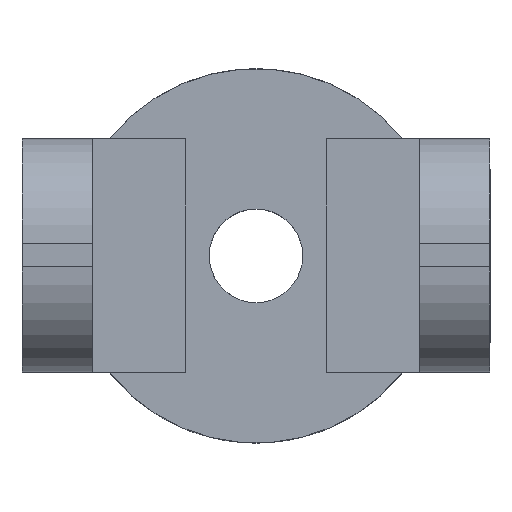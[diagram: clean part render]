
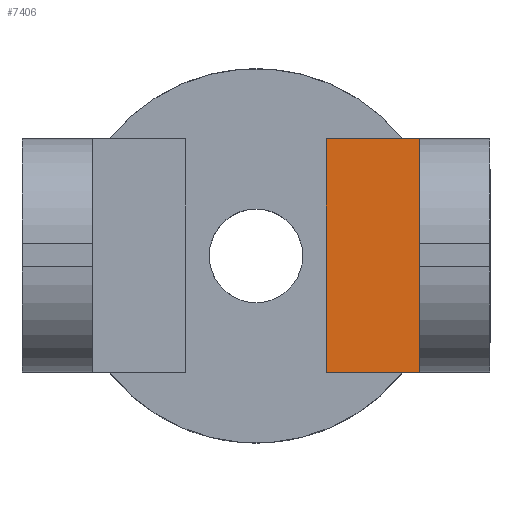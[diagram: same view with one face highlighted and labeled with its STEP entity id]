
A CAD part, top view. The second image highlights one B-rep face of the part: STEP entity #7406.
In plain terms, the highlighted planar face has unit normal (0, 0, 1).
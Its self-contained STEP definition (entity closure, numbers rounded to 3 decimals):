
#965 = PLANE('',#966);
#966 = AXIS2_PLACEMENT_3D('',#967,#968,#969);
#967 = CARTESIAN_POINT('',(7.591,5.,1.409)
  );
#968 = DIRECTION('',(0.,1.,0.));
#969 = DIRECTION('',(1.,0.,0.));
#995 = PLANE('',#996);
#996 = AXIS2_PLACEMENT_3D('',#997,#998,#999);
#997 = CARTESIAN_POINT('',(7.591,-5.,1.409
    ));
#998 = DIRECTION('',(0.,-1.,0.));
#999 = DIRECTION('',(-1.,0.,0.));
#1244 = PLANE('',#1245);
#1245 = AXIS2_PLACEMENT_3D('',#1246,#1247,#1248);
#1246 = CARTESIAN_POINT('',(3.,5.,-5.));
#1247 = DIRECTION('',(1.,0.,0.));
#1248 = DIRECTION('',(0.,-1.,0.));
#2680 = VERTEX_POINT('',#2681);
#2681 = CARTESIAN_POINT('',(3.,5.,-2.));
#2702 = EDGE_CURVE('',#2703,#2680,#2705,.T.);
#2703 = VERTEX_POINT('',#2704);
#2704 = CARTESIAN_POINT('',(7.,5.,-2.));
#2705 = SURFACE_CURVE('',#2706,(#2710,#2717),.PCURVE_S1.);
#2706 = LINE('',#2707,#2708);
#2707 = CARTESIAN_POINT('',(10.,5.,-2.));
#2708 = VECTOR('',#2709,1.);
#2709 = DIRECTION('',(-1.,0.,0.));
#2710 = PCURVE('',#965,#2711);
#2711 = DEFINITIONAL_REPRESENTATION('',(#2712),#2716);
#2712 = LINE('',#2713,#2714);
#2713 = CARTESIAN_POINT('',(2.409,3.409));
#2714 = VECTOR('',#2715,1.);
#2715 = DIRECTION('',(-1.,0.));
#2716 = ( GEOMETRIC_REPRESENTATION_CONTEXT(2) 
PARAMETRIC_REPRESENTATION_CONTEXT() REPRESENTATION_CONTEXT('2D SPACE',''
  ) );
#2717 = PCURVE('',#2718,#2723);
#2718 = PLANE('',#2719);
#2719 = AXIS2_PLACEMENT_3D('',#2720,#2721,#2722);
#2720 = CARTESIAN_POINT('',(0.,0.,-2.)
  );
#2721 = DIRECTION('',(0.,0.,1.));
#2722 = DIRECTION('',(1.,0.,0.));
#2723 = DEFINITIONAL_REPRESENTATION('',(#2724),#2728);
#2724 = LINE('',#2725,#2726);
#2725 = CARTESIAN_POINT('',(10.,5.));
#2726 = VECTOR('',#2727,1.);
#2727 = DIRECTION('',(-1.,0.));
#2728 = ( GEOMETRIC_REPRESENTATION_CONTEXT(2) 
PARAMETRIC_REPRESENTATION_CONTEXT() REPRESENTATION_CONTEXT('2D SPACE',''
  ) );
#2746 = PLANE('',#2747);
#2747 = AXIS2_PLACEMENT_3D('',#2748,#2749,#2750);
#2748 = CARTESIAN_POINT('',(7.,-5.,-2.));
#2749 = DIRECTION('',(-1.,0.,0.));
#2750 = DIRECTION('',(0.,1.,0.));
#2994 = VERTEX_POINT('',#2995);
#2995 = CARTESIAN_POINT('',(7.,-5.,-2.));
#3016 = EDGE_CURVE('',#3017,#2994,#3019,.T.);
#3017 = VERTEX_POINT('',#3018);
#3018 = CARTESIAN_POINT('',(3.,-5.,-2.));
#3019 = SURFACE_CURVE('',#3020,(#3024,#3031),.PCURVE_S1.);
#3020 = LINE('',#3021,#3022);
#3021 = CARTESIAN_POINT('',(3.,-5.,-2.));
#3022 = VECTOR('',#3023,1.);
#3023 = DIRECTION('',(1.,0.,0.));
#3024 = PCURVE('',#995,#3025);
#3025 = DEFINITIONAL_REPRESENTATION('',(#3026),#3030);
#3026 = LINE('',#3027,#3028);
#3027 = CARTESIAN_POINT('',(4.591,3.409));
#3028 = VECTOR('',#3029,1.);
#3029 = DIRECTION('',(-1.,0.));
#3030 = ( GEOMETRIC_REPRESENTATION_CONTEXT(2) 
PARAMETRIC_REPRESENTATION_CONTEXT() REPRESENTATION_CONTEXT('2D SPACE',''
  ) );
#3031 = PCURVE('',#2718,#3032);
#3032 = DEFINITIONAL_REPRESENTATION('',(#3033),#3037);
#3033 = LINE('',#3034,#3035);
#3034 = CARTESIAN_POINT('',(3.,-5.));
#3035 = VECTOR('',#3036,1.);
#3036 = DIRECTION('',(1.,0.));
#3037 = ( GEOMETRIC_REPRESENTATION_CONTEXT(2) 
PARAMETRIC_REPRESENTATION_CONTEXT() REPRESENTATION_CONTEXT('2D SPACE',''
  ) );
#3067 = EDGE_CURVE('',#2680,#3017,#3068,.T.);
#3068 = SURFACE_CURVE('',#3069,(#3073,#3080),.PCURVE_S1.);
#3069 = LINE('',#3070,#3071);
#3070 = CARTESIAN_POINT('',(3.,5.,-2.));
#3071 = VECTOR('',#3072,1.);
#3072 = DIRECTION('',(0.,-1.,0.));
#3073 = PCURVE('',#1244,#3074);
#3074 = DEFINITIONAL_REPRESENTATION('',(#3075),#3079);
#3075 = LINE('',#3076,#3077);
#3076 = CARTESIAN_POINT('',(0.,-3.));
#3077 = VECTOR('',#3078,1.);
#3078 = DIRECTION('',(1.,0.));
#3079 = ( GEOMETRIC_REPRESENTATION_CONTEXT(2) 
PARAMETRIC_REPRESENTATION_CONTEXT() REPRESENTATION_CONTEXT('2D SPACE',''
  ) );
#3080 = PCURVE('',#2718,#3081);
#3081 = DEFINITIONAL_REPRESENTATION('',(#3082),#3086);
#3082 = LINE('',#3083,#3084);
#3083 = CARTESIAN_POINT('',(3.,5.));
#3084 = VECTOR('',#3085,1.);
#3085 = DIRECTION('',(0.,-1.));
#3086 = ( GEOMETRIC_REPRESENTATION_CONTEXT(2) 
PARAMETRIC_REPRESENTATION_CONTEXT() REPRESENTATION_CONTEXT('2D SPACE',''
  ) );
#7360 = EDGE_CURVE('',#2994,#2703,#7361,.T.);
#7361 = SURFACE_CURVE('',#7362,(#7366,#7373),.PCURVE_S1.);
#7362 = LINE('',#7363,#7364);
#7363 = CARTESIAN_POINT('',(7.,-5.,-2.));
#7364 = VECTOR('',#7365,1.);
#7365 = DIRECTION('',(0.,1.,0.));
#7366 = PCURVE('',#2746,#7367);
#7367 = DEFINITIONAL_REPRESENTATION('',(#7368),#7372);
#7368 = LINE('',#7369,#7370);
#7369 = CARTESIAN_POINT('',(0.,0.));
#7370 = VECTOR('',#7371,1.);
#7371 = DIRECTION('',(1.,0.));
#7372 = ( GEOMETRIC_REPRESENTATION_CONTEXT(2) 
PARAMETRIC_REPRESENTATION_CONTEXT() REPRESENTATION_CONTEXT('2D SPACE',''
  ) );
#7373 = PCURVE('',#2718,#7374);
#7374 = DEFINITIONAL_REPRESENTATION('',(#7375),#7379);
#7375 = LINE('',#7376,#7377);
#7376 = CARTESIAN_POINT('',(7.,-5.));
#7377 = VECTOR('',#7378,1.);
#7378 = DIRECTION('',(0.,1.));
#7379 = ( GEOMETRIC_REPRESENTATION_CONTEXT(2) 
PARAMETRIC_REPRESENTATION_CONTEXT() REPRESENTATION_CONTEXT('2D SPACE',''
  ) );
#7406 = ADVANCED_FACE('',(#7407),#2718,.T.);
#7407 = FACE_BOUND('',#7408,.T.);
#7408 = EDGE_LOOP('',(#7409,#7410,#7411,#7412));
#7409 = ORIENTED_EDGE('',*,*,#3067,.T.);
#7410 = ORIENTED_EDGE('',*,*,#3016,.T.);
#7411 = ORIENTED_EDGE('',*,*,#7360,.T.);
#7412 = ORIENTED_EDGE('',*,*,#2702,.T.);
